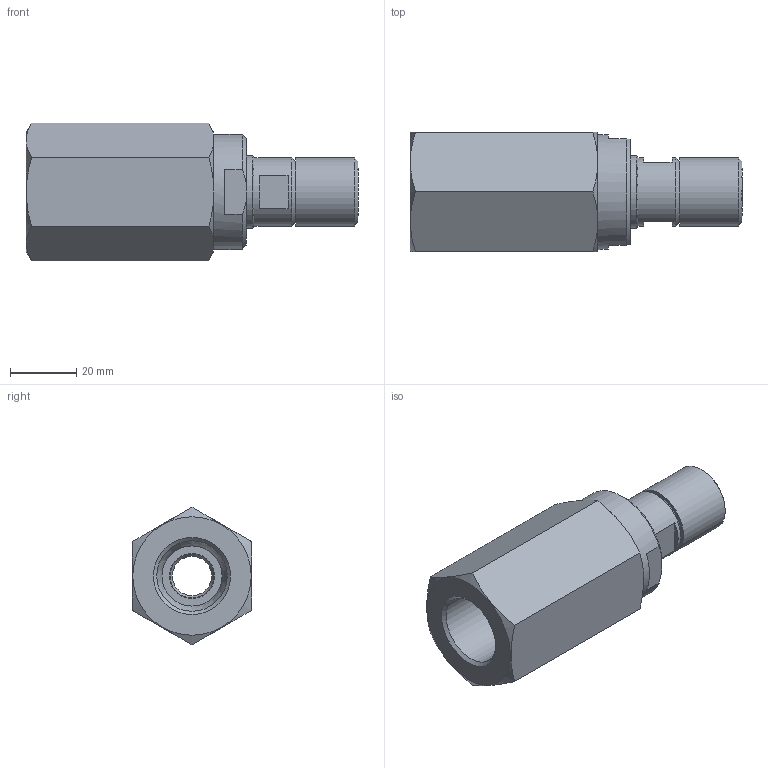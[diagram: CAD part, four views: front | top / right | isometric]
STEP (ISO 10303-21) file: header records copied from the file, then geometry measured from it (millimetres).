
FILE_DESCRIPTION (( 'STEP AP214' ), '1' );
FILE_NAME ('BAL-GGL13-IC-KAF.STEP', '2016-08-23T09:21:05', ( '' ), ( '' ), 'SwSTEP 2.0', 'SolidWorks 2016', '' );
FILE_SCHEMA (( 'AUTOMOTIVE_DESIGN' ));
Length unit declared in the file: millimetre
Products named in the file (1): BAL-GGL13-IC-KAF
Bounding box: 100.3 x 36 x 41.57 mm (x, y, z)
Volume: 66980.2 mm3; surface area: 16546.3 mm2
Topology: 1 solids, 1 shells, 46 faces, 104 edges, 66 vertices
Faces by surface type: plane 22, cone 17, cylinder 7
Full cylindrical faces by diameter (mm): 11.882 x1, 13.574 x1, 20.684 x2, 21.259 x1, 22.031 x1, 34.764 x1
Entity records: 1358 total; most frequent: CARTESIAN_POINT 375, DIRECTION 194, ORIENTED_EDGE 172, EDGE_CURVE 86, AXIS2_PLACEMENT_3D 83, EDGE_LOOP 70, VERTEX_POINT 64, FACE_OUTER_BOUND 53
